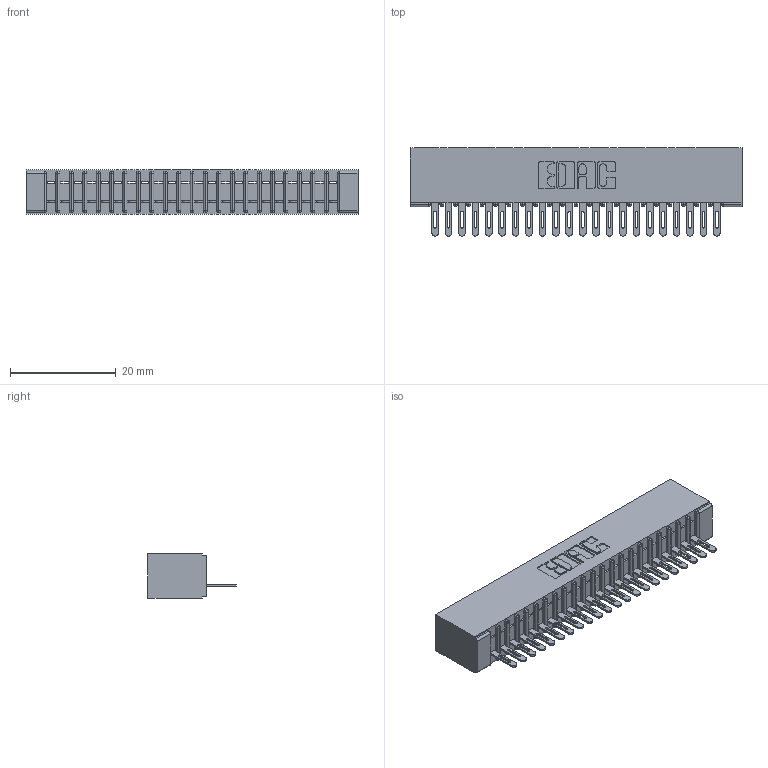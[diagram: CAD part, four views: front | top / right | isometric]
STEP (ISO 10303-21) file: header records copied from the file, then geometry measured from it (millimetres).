
FILE_DESCRIPTION (( 'STEP AP203' ), '1' );
FILE_NAME ('341-022-500-101.STEP', '2018-08-06T17:10:42', ( '' ), ( '' ), 'SwSTEP 2.0', 'SolidWorks 2016', '' );
FILE_SCHEMA (( 'CONFIG_CONTROL_DESIGN' ));
Length unit declared in the file: inch
Products named in the file (3): 341-022-500-101; 341-292-001_341-292-100; 341 Part_No Mounting Lugs
Assembly tree (23 placements, depth 2):
  341-022-500-101
    341 Part_No Mounting Lugs
    341-292-001_341-292-100  x22
Bounding box: 62.87 x 16.69 x 8.38 mm (x, y, z)
Volume: 3578.8 mm3; surface area: 7257.5 mm2
Topology: 23 solids, 23 shells, 1912 faces, 5506 edges, 3534 vertices
Faces by surface type: plane 1142, cylinder 682, sphere 46, torus 42
Entity records: 28315 total; most frequent: CARTESIAN_POINT 4800, ORIENTED_EDGE 4788, DIRECTION 4652, EDGE_CURVE 2394, LINE 1912, VECTOR 1912, VERTEX_POINT 1518, AXIS2_PLACEMENT_3D 1370
